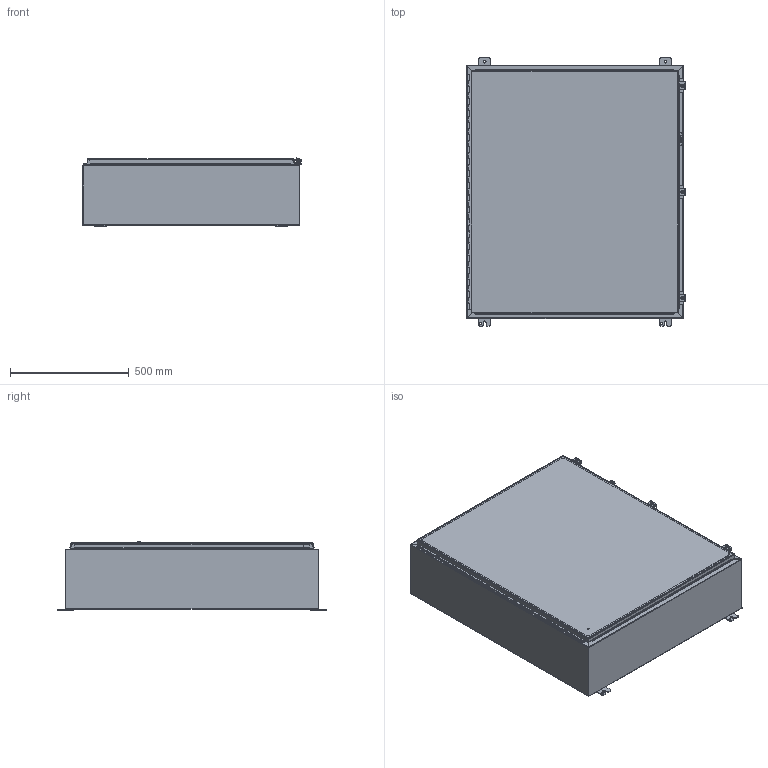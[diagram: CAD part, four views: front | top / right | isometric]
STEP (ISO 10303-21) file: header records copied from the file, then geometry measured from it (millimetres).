
FILE_DESCRIPTION((''),'2;1');
FILE_NAME('N12423610.stp','2012-02-20T15:51:38',('dnichola'),(''),'Autodesk Inventor 2012','Autodesk Inventor 2012','');
FILE_SCHEMA(('AUTOMOTIVE_DESIGN { 1 0 10303 214 1 1 1 1 }'));
Length unit declared in the file: inch
Products named in the file (20): N12423610; 34840; 38413; N123610TB; N12423610BLR; 40x34; 38846; 3293; N124236LID; 328135; 328135T; 328135L; 328135P; 30823; 30824; 30824-1; HFW30825-2; HFW30825-3; HFW30825-4; 3889
Assembly tree (34 placements, depth 3):
  N12423610
    34840  x4
    38413
    N123610TB  x2
    N12423610BLR
    40x34
    38846
    3293
    N124236LID
    328135
      328135T
      328135L
      328135P
    30823  x3
    30824  x3
      30824-1
      HFW30825-2
      HFW30825-3
      HFW30825-4
    3889  x8
Bounding box: 922.29 x 1130.3 x 289.82 mm (x, y, z)
Volume: 6399266.2 mm3; surface area: 6662494 mm2
Topology: 38 solids, 38 shells, 1161 faces, 2998 edges, 1940 vertices
Faces by surface type: plane 679, cylinder 357, bspline 74, sphere 18, torus 17, cone 16
Full cylindrical faces by diameter (mm): 2.794 x6, 2.921 x2, 3.048 x1, 3.967 x1, 5.359 x3, 6.35 x4, 7.137 x3, 7.95 x4, 8.382 x16, 8.56 x1, 8.89 x3, 11.125 x4, 12.7 x4, 13.208 x3, 15.875 x8
Entity records: 27168 total; most frequent: CARTESIAN_POINT 6716, ORIENTED_EDGE 4072, DIRECTION 4060, EDGE_CURVE 2036, VECTOR 1428, LINE 1428, VERTEX_POINT 1336, AXIS2_PLACEMENT_3D 1316
